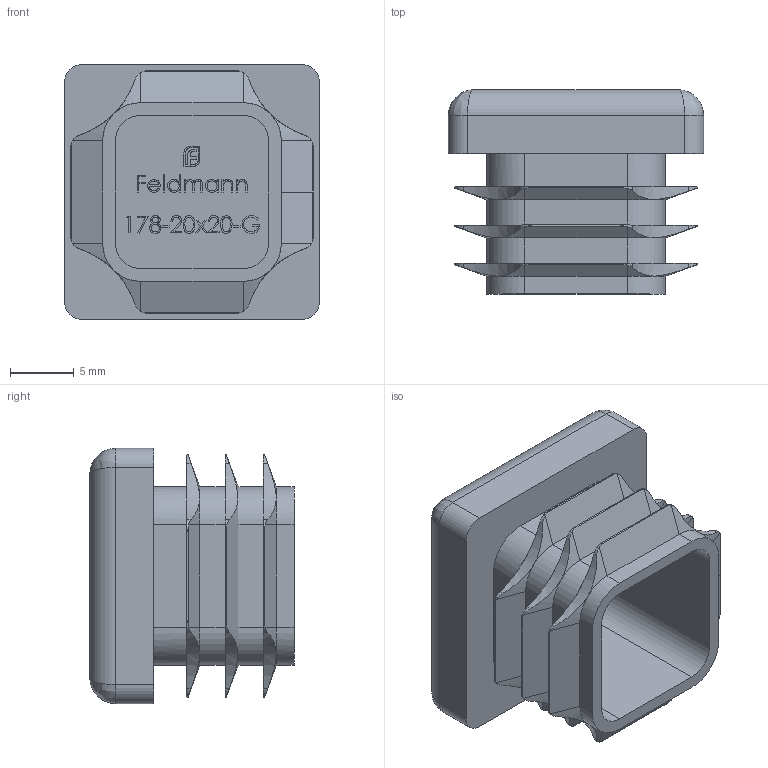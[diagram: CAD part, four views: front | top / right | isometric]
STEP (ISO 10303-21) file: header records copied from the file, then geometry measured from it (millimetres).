
FILE_DESCRIPTION (( 'STEP AP203' ), '1' );
FILE_NAME ('178-20x20-G.step', '2021-01-22T12:47:08', ( '' ), ( '' ), 'SwSTEP 2.0', 'SolidWorks 2018', '' );
FILE_SCHEMA (( 'CONFIG_CONTROL_DESIGN' ));
Length unit declared in the file: millimetre
Products named in the file (2): 178-20x20-G
Bounding box: 20 x 16 x 20 mm (x, y, z)
Volume: 2613.1 mm3; surface area: 2681.4 mm2
Topology: 1 solids, 1 shells, 462 faces, 1231 edges, 796 vertices
Faces by surface type: plane 231, bspline 128, cylinder 79, cone 24
Entity records: 21089 total; most frequent: CARTESIAN_POINT 10503, ORIENTED_EDGE 2454, DIRECTION 1670, EDGE_CURVE 1227, VERTEX_POINT 796, VECTOR 704, LINE 704, EDGE_LOOP 491
